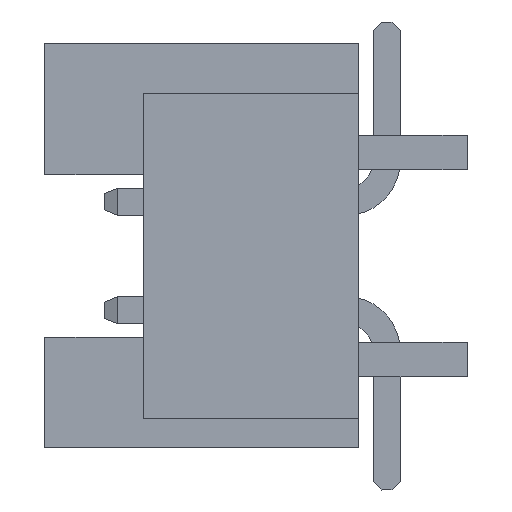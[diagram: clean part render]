
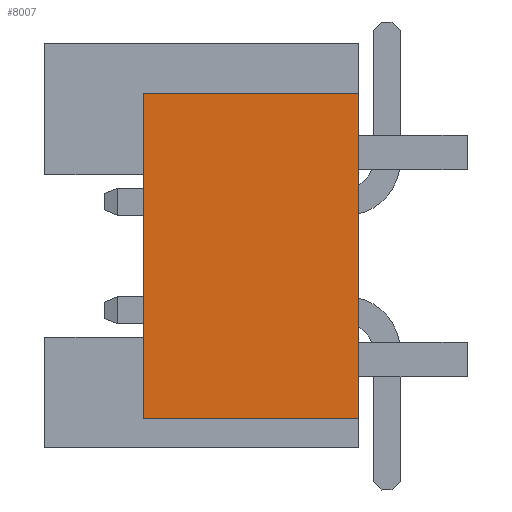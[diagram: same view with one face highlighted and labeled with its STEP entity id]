
A CAD part, left-side view. The second image highlights one B-rep face of the part: STEP entity #8007.
In plain terms, the highlighted planar face has unit normal (-1, 0, 0).
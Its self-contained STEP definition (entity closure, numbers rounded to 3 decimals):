
#453=ORIENTED_EDGE('',*,*,#2724,.F.);
#454=ORIENTED_EDGE('',*,*,#2723,.F.);
#455=ORIENTED_EDGE('',*,*,#2725,.T.);
#456=ORIENTED_EDGE('',*,*,#2618,.T.);
#2618=EDGE_CURVE('',#3781,#3780,#4568,.T.);
#2723=EDGE_CURVE('',#3853,#3852,#4672,.T.);
#2724=EDGE_CURVE('',#3852,#3780,#4673,.T.);
#2725=EDGE_CURVE('',#3853,#3781,#4674,.T.);
#3780=VERTEX_POINT('',#11262);
#3781=VERTEX_POINT('',#11264);
#3852=VERTEX_POINT('',#11464);
#3853=VERTEX_POINT('',#11466);
#4568=LINE('',#11263,#5687);
#4672=LINE('',#11467,#5791);
#4673=LINE('',#11469,#5792);
#4674=LINE('',#11470,#5793);
#5687=VECTOR('',#9087,1000.);
#5791=VECTOR('',#9245,1000.);
#5792=VECTOR('',#9248,1000.);
#5793=VECTOR('',#9249,1000.);
#6744=EDGE_LOOP('',(#453,#454,#455,#456));
#7181=FACE_BOUND('',#6744,.T.);
#7612=PLANE('',#8477);
#8007=ADVANCED_FACE('',(#7181),#7612,.T.);
#8477=AXIS2_PLACEMENT_3D('',#11468,#9246,#9247);
#9087=DIRECTION('',(0.,0.,-1.));
#9245=DIRECTION('',(0.,0.,-1.));
#9246=DIRECTION('',(-1.,0.,0.));
#9247=DIRECTION('',(0.,0.,1.));
#9248=DIRECTION('',(0.,1.,0.));
#9249=DIRECTION('',(0.,1.,0.));
#11262=CARTESIAN_POINT('',(-14.192,1.08,-3.));
#11263=CARTESIAN_POINT('',(-14.192,1.08,3.));
#11264=CARTESIAN_POINT('',(-14.192,1.08,3.));
#11464=CARTESIAN_POINT('',(-14.192,-2.896,-3.));
#11466=CARTESIAN_POINT('',(-14.192,-2.896,3.));
#11467=CARTESIAN_POINT('',(-14.192,-2.896,3.));
#11468=CARTESIAN_POINT('',(-14.192,-2.896,3.));
#11469=CARTESIAN_POINT('',(-14.192,-2.896,-3.));
#11470=CARTESIAN_POINT('',(-14.192,-2.896,3.));
